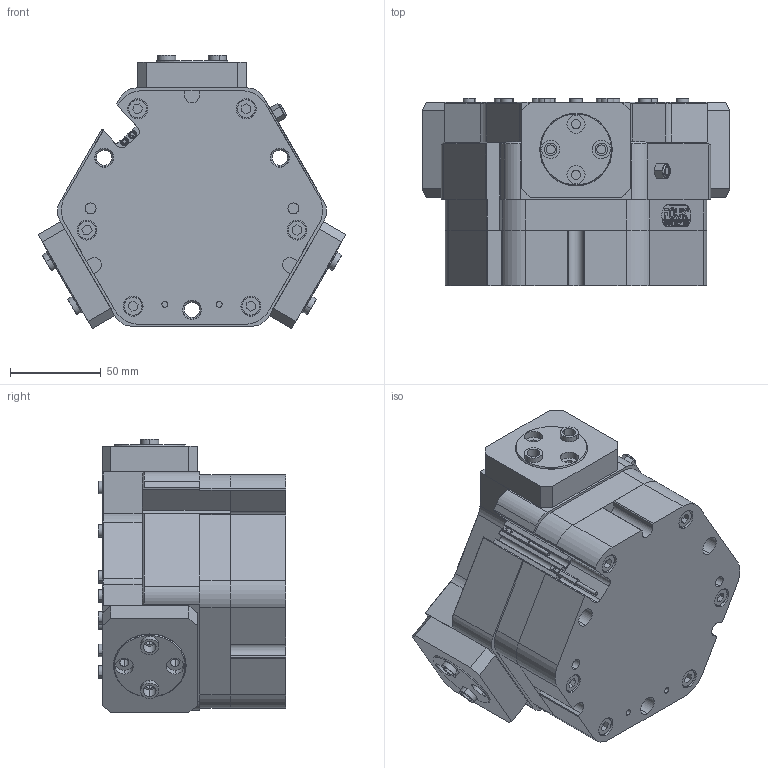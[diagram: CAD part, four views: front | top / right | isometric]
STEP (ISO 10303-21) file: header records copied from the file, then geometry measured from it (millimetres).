
FILE_DESCRIPTION (( 'STEP AP203' ), '1' );
FILE_NAME ('TZF90-NC.STEP', '2026-03-25T01:27:30', ( '' ), ( '' ), 'SwSTEP 2.0', 'SolidWorks 2018', '' );
FILE_SCHEMA (( 'CONFIG_CONTROL_DESIGN' ));
Length unit declared in the file: millimetre
Products named in the file (12): BSLMM5; FZ90-155-M-NC-05 赻坶菁裔啣; TRF57-06 耜猾极; TZF90-M-04 滅鳥裔啣; TRF57-05 忒硌薊輸; 棠羲換覜ん; 錨璃2; 錨璃3; TZF90-NC; 内六角圆柱头螺钉[GBT70_1-2008][M6×35]; TZF90-M-01 褲极; 32x12-R6
Assembly tree (40 placements, depth 2):
  TZF90-NC
    TZF90-M-01 褲极
    TZF90-M-04 滅鳥裔啣
    TRF57-06 耜猾极  x3
    TRF57-05 忒硌薊輸  x3
    棠羲換覜ん  x2
    32x12-R6
    錨璃2  x15
    錨璃3  x6
    FZ90-155-M-NC-05 赻坶菁裔啣
    内六角圆柱头螺钉[GBT70_1-2008][M6×35]  x6
    BSLMM5
Bounding box: 169.95 x 103.5 x 150.88 mm (x, y, z)
Volume: 1306261.1 mm3; surface area: 216582.7 mm2
Topology: 40 solids, 40 shells, 1442 faces, 3573 edges, 2284 vertices
Faces by surface type: plane 654, cylinder 455, bspline 154, cone 151, torus 26, sphere 2
Entity records: 41297 total; most frequent: CARTESIAN_POINT 12496, ORIENTED_EDGE 5716, DIRECTION 5217, EDGE_CURVE 2858, VERTEX_POINT 1852, LINE 1775, VECTOR 1775, AXIS2_PLACEMENT_3D 1721
